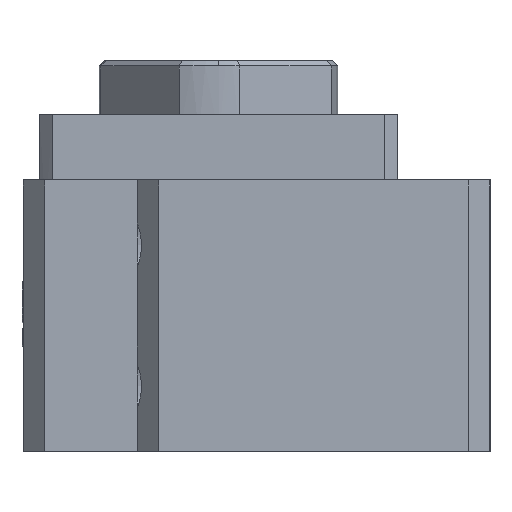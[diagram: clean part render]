
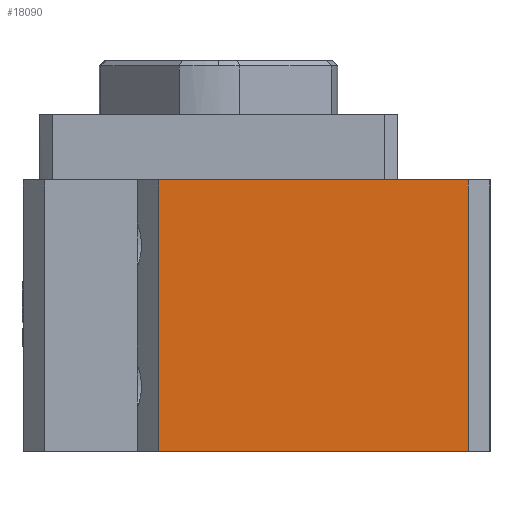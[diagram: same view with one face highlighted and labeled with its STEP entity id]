
A CAD part, left-side view. The second image highlights one B-rep face of the part: STEP entity #18090.
In plain terms, the highlighted planar face has unit normal (1, 0, 0).
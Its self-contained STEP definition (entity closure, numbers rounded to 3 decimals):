
#1715 = VERTEX_POINT ( 'NONE', #21587 ) ;
#1821 = VERTEX_POINT ( 'NONE', #6370 ) ;
#2054 = EDGE_CURVE ( 'NONE', #1715, #11893, #7846, .T. ) ;
#2393 = ORIENTED_EDGE ( 'NONE', *, *, #16608, .F. ) ;
#2653 = LINE ( 'NONE', #16617, #13220 ) ;
#4065 = CARTESIAN_POINT ( 'NONE',  ( -31.097, 8.779, 12.5 ) ) ;
#5160 = CARTESIAN_POINT ( 'NONE',  ( -31.097, 17.779, -12.5 ) ) ;
#5617 = LINE ( 'NONE', #4065, #23996 ) ;
#6370 = CARTESIAN_POINT ( 'NONE',  ( -31.097, 17.779, 12.5 ) ) ;
#6515 = VERTEX_POINT ( 'NONE', #5160 ) ;
#7846 = LINE ( 'NONE', #9395, #25470 ) ;
#8352 = LINE ( 'NONE', #22924, #9716 ) ;
#9287 = ORIENTED_EDGE ( 'NONE', *, *, #18107, .F. ) ;
#9395 = CARTESIAN_POINT ( 'NONE',  ( -31.097, -10.721, 0. ) ) ;
#9418 = DIRECTION ( 'NONE',  ( 0., 1., 0. ) ) ;
#9649 = EDGE_LOOP ( 'NONE', ( #14698, #21035, #9287, #2393 ) ) ;
#9716 = VECTOR ( 'NONE', #9418, 1000. ) ;
#9998 = AXIS2_PLACEMENT_3D ( 'NONE', #23407, #12061, #21475 ) ;
#11893 = VERTEX_POINT ( 'NONE', #25702 ) ;
#12061 = DIRECTION ( 'NONE',  ( 1., 0., 0. ) ) ;
#13220 = VECTOR ( 'NONE', #14428, 1000. ) ;
#13599 = FACE_OUTER_BOUND ( 'NONE', #9649, .T. ) ;
#14428 = DIRECTION ( 'NONE',  ( 0., 0., -1. ) ) ;
#14637 = PLANE ( 'NONE',  #9998 ) ;
#14698 = ORIENTED_EDGE ( 'NONE', *, *, #2054, .F. ) ;
#16608 = EDGE_CURVE ( 'NONE', #11893, #1821, #5617, .T. ) ;
#16617 = CARTESIAN_POINT ( 'NONE',  ( -31.097, 17.779, 0. ) ) ;
#18090 = ADVANCED_FACE ( 'NONE', ( #13599 ), #14637, .T. ) ;
#18107 = EDGE_CURVE ( 'NONE', #1821, #6515, #2653, .T. ) ;
#19723 = DIRECTION ( 'NONE',  ( 0., 1., 0. ) ) ;
#21035 = ORIENTED_EDGE ( 'NONE', *, *, #24916, .T. ) ;
#21475 = DIRECTION ( 'NONE',  ( 0., 1., 0. ) ) ;
#21587 = CARTESIAN_POINT ( 'NONE',  ( -31.097, -10.721, -12.5 ) ) ;
#22924 = CARTESIAN_POINT ( 'NONE',  ( -31.097, 8.779, -12.5 ) ) ;
#23407 = CARTESIAN_POINT ( 'NONE',  ( -31.097, -10.721, -12.5 ) ) ;
#23996 = VECTOR ( 'NONE', #19723, 1000. ) ;
#24916 = EDGE_CURVE ( 'NONE', #1715, #6515, #8352, .T. ) ;
#25187 = DIRECTION ( 'NONE',  ( 0., 0., 1. ) ) ;
#25470 = VECTOR ( 'NONE', #25187, 1000. ) ;
#25702 = CARTESIAN_POINT ( 'NONE',  ( -31.097, -10.721, 12.5 ) ) ;
